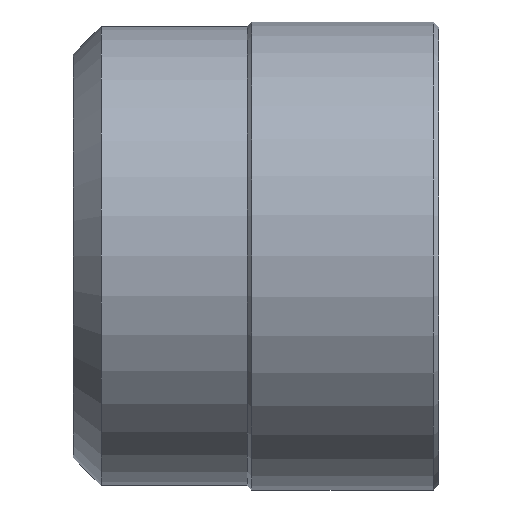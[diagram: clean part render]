
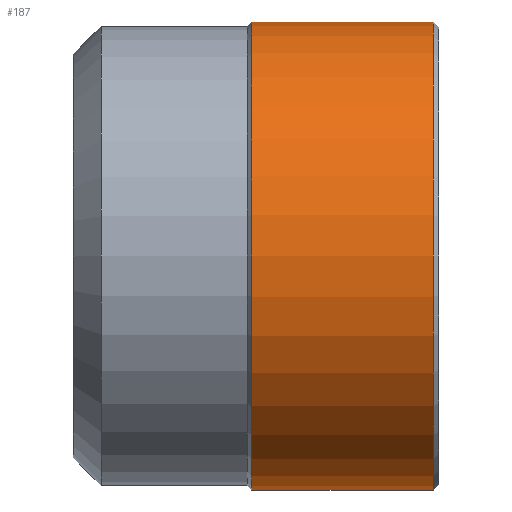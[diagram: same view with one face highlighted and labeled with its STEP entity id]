
A CAD part, front view. The second image highlights one B-rep face of the part: STEP entity #187.
In plain terms, the highlighted cylindrical face has radius 13.45 mm (diameter 26.9 mm), a full revolution.
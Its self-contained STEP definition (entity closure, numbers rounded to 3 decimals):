
#15=CYLINDRICAL_SURFACE('',#223,13.45);
#25=FACE_OUTER_BOUND('',#38,.T.);
#38=EDGE_LOOP('',(#134,#135,#136,#137,#138));
#50=LINE('',#327,#60);
#60=VECTOR('',#262,13.45);
#70=CIRCLE('',#219,13.45);
#71=CIRCLE('',#220,13.45);
#73=CIRCLE('',#224,13.45);
#86=VERTEX_POINT('',#317);
#87=VERTEX_POINT('',#319);
#89=VERTEX_POINT('',#326);
#103=EDGE_CURVE('',#86,#87,#70,.T.);
#104=EDGE_CURVE('',#87,#86,#71,.T.);
#106=EDGE_CURVE('',#87,#89,#50,.T.);
#107=EDGE_CURVE('',#89,#89,#73,.T.);
#134=ORIENTED_EDGE('',*,*,#103,.F.);
#135=ORIENTED_EDGE('',*,*,#104,.F.);
#136=ORIENTED_EDGE('',*,*,#106,.T.);
#137=ORIENTED_EDGE('',*,*,#107,.T.);
#138=ORIENTED_EDGE('',*,*,#106,.F.);
#187=ADVANCED_FACE('',(#25),#15,.T.);
#219=AXIS2_PLACEMENT_3D('',#320,#252,#253);
#220=AXIS2_PLACEMENT_3D('',#321,#254,#255);
#223=AXIS2_PLACEMENT_3D('',#325,#260,#261);
#224=AXIS2_PLACEMENT_3D('',#328,#263,#264);
#252=DIRECTION('center_axis',(1.,0.,0.));
#253=DIRECTION('ref_axis',(0.,-1.,0.));
#254=DIRECTION('center_axis',(1.,0.,0.));
#255=DIRECTION('ref_axis',(0.,-1.,0.));
#260=DIRECTION('center_axis',(1.,0.,0.));
#261=DIRECTION('ref_axis',(0.,1.,0.));
#262=DIRECTION('',(-1.,0.,0.));
#263=DIRECTION('center_axis',(1.,0.,0.));
#264=DIRECTION('ref_axis',(0.,0.,-1.));
#317=CARTESIAN_POINT('',(-0.3,13.45,0.));
#319=CARTESIAN_POINT('',(-0.3,-13.45,0.));
#320=CARTESIAN_POINT('Origin',(-0.3,0.,0.));
#321=CARTESIAN_POINT('Origin',(-0.3,0.,0.));
#325=CARTESIAN_POINT('Origin',(-5.375,0.,0.));
#326=CARTESIAN_POINT('',(-10.75,-13.45,0.));
#327=CARTESIAN_POINT('',(-5.375,-13.45,0.));
#328=CARTESIAN_POINT('Origin',(-10.75,0.,0.));
